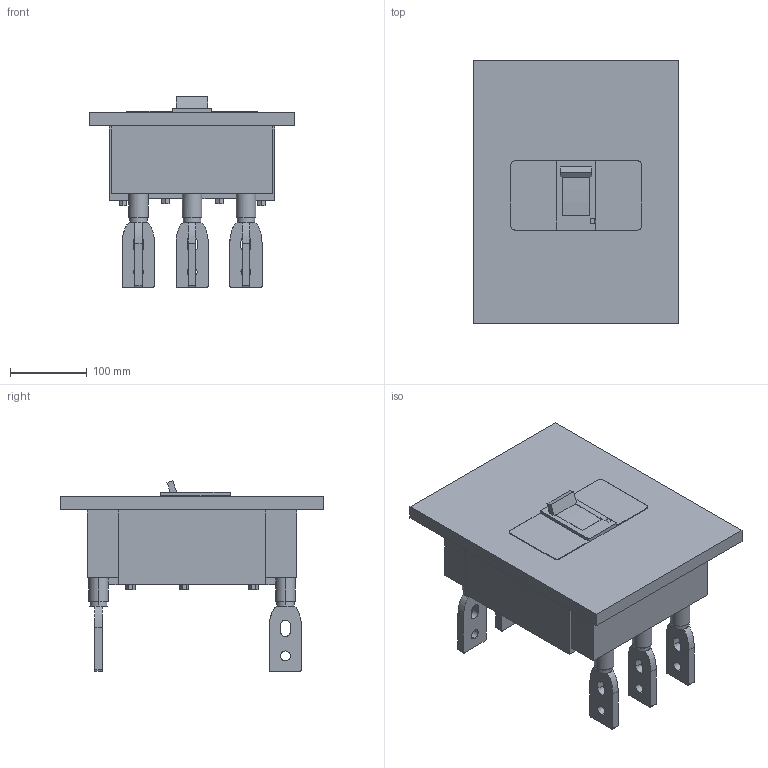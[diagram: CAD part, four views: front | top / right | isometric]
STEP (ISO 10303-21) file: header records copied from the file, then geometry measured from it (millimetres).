
FILE_DESCRIPTION (( 'STEP AP214' ), '1' );
FILE_NAME ('俽俇俁侽俶俥俁俹.STEP', '2023-02-24T10:24:19', ( 'CAD' ), ( '' ), 'SwSTEP 2.0', 'SolidWorks 2015', '' );
FILE_SCHEMA (( 'AUTOMOTIVE_DESIGN' ));
Length unit declared in the file: millimetre
Products named in the file (1): 俽俇俁侽俶俥俁俹
Bounding box: 268 x 343 x 248.18 mm (x, y, z)
Volume: 7471611 mm3; surface area: 388150.8 mm2
Topology: 19 solids, 19 shells, 334 faces, 837 edges, 551 vertices
Faces by surface type: plane 251, cylinder 71, bspline 12
Entity records: 15012 total; most frequent: CARTESIAN_POINT 3164, ORIENTED_EDGE 1674, DIRECTION 1535, EDGE_CURVE 837, LINE 615, VECTOR 615, VERTEX_POINT 551, AXIS2_PLACEMENT_3D 460
